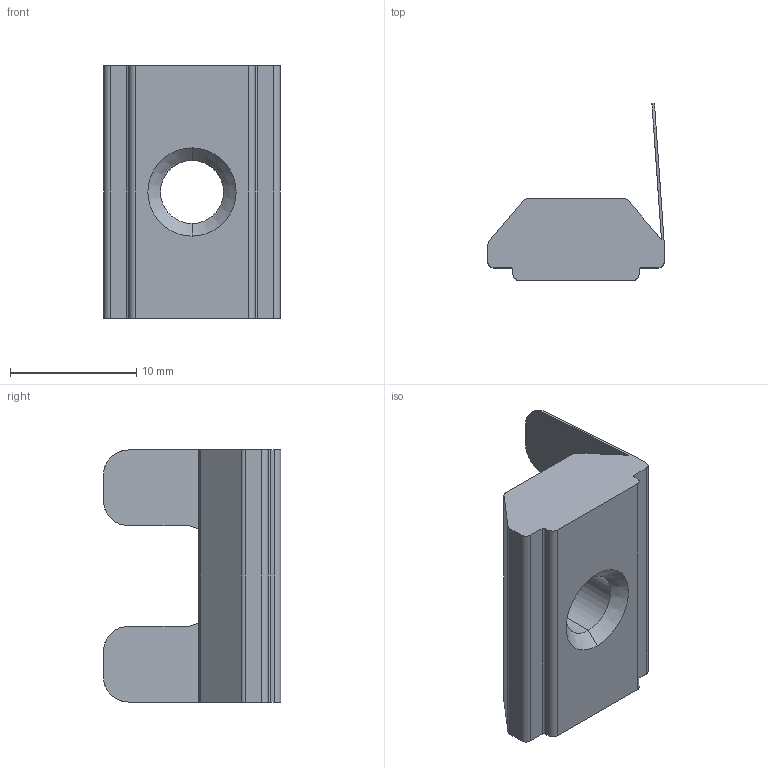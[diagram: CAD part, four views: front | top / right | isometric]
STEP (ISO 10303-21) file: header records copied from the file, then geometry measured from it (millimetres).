
FILE_DESCRIPTION (( 'STEP AP214' ), '1' );
FILE_NAME ('A365 Ñóõàðü ïàçîâûé Ì6 ñ ëàïêîé, ïàç 10.STEP', '2019-08-27T08:27:41', ( 'Windows User' ), ( '' ), 'SwSTEP 2.0', 'SolidWorks 2018', '' );
FILE_SCHEMA (( 'AUTOMOTIVE_DESIGN' ));
Length unit declared in the file: millimetre
Products named in the file (1): A365 Ñóõàðü ïàçîâûé Ì6 ñ ëàïêîé, ïàç 10
Bounding box: 14 x 14.07 x 20 mm (x, y, z)
Volume: 1418.8 mm3; surface area: 1231.3 mm2
Topology: 1 solids, 1 shells, 41 faces, 113 edges, 74 vertices
Faces by surface type: plane 19, cylinder 18, cone 4
Entity records: 1375 total; most frequent: DIRECTION 237, CARTESIAN_POINT 229, ORIENTED_EDGE 226, EDGE_CURVE 113, AXIS2_PLACEMENT_3D 82, VERTEX_POINT 74, VECTOR 73, LINE 73
